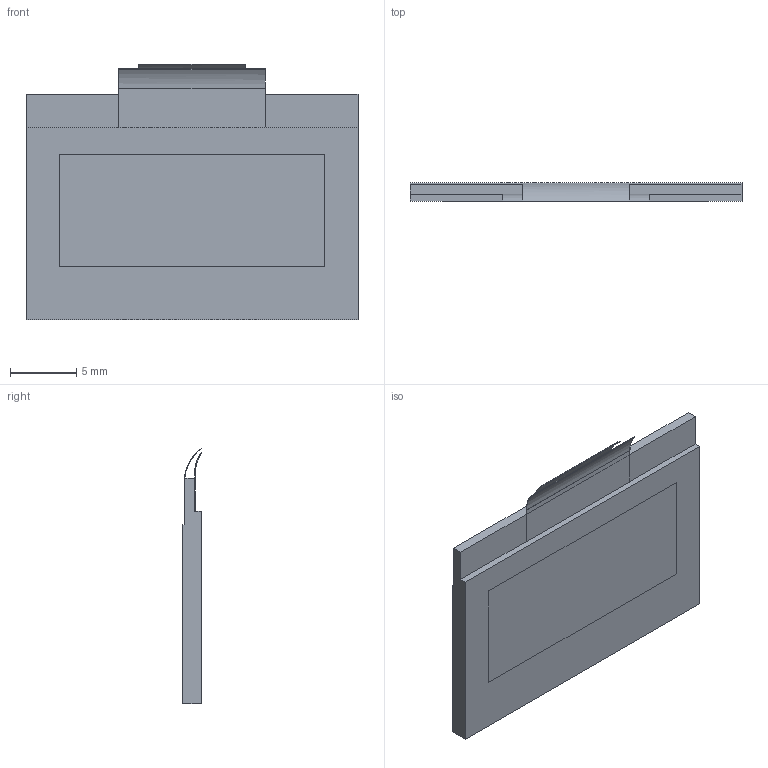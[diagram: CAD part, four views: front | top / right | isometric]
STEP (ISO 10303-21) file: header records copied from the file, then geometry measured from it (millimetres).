
FILE_DESCRIPTION (( 'STEP AP203' ), '1' );
FILE_NAME ('Oled_128x64.STEP', '2021-01-15T08:21:48', ( '' ), ( '' ), 'SwSTEP 2.0', 'SolidWorks 2019', '' );
FILE_SCHEMA (( 'CONFIG_CONTROL_DESIGN' ));
Length unit declared in the file: millimetre
Products named in the file (1): Oled_128x64
Bounding box: 25 x 1.4 x 19.26 mm (x, y, z)
Volume: 555.2 mm3; surface area: 1051.1 mm2
Topology: 1 solids, 1 shells, 34 faces, 89 edges, 58 vertices
Faces by surface type: bspline 31, plane 3
Entity records: 1025 total; most frequent: CARTESIAN_POINT 388, ORIENTED_EDGE 178, EDGE_CURVE 89, B_SPLINE_CURVE_WITH_KNOTS 65, VERTEX_POINT 58, EDGE_LOOP 35, FACE_OUTER_BOUND 34, ADVANCED_FACE 34
